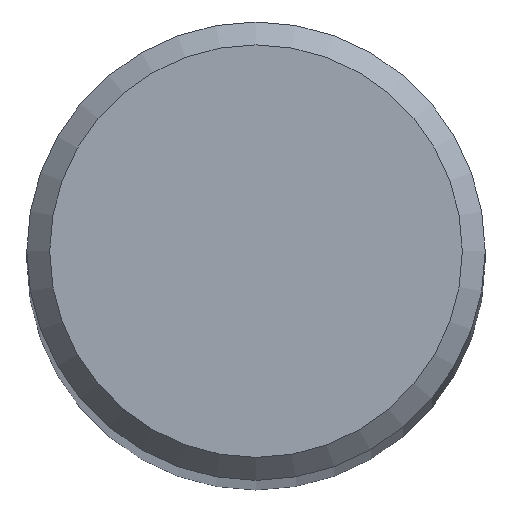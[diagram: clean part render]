
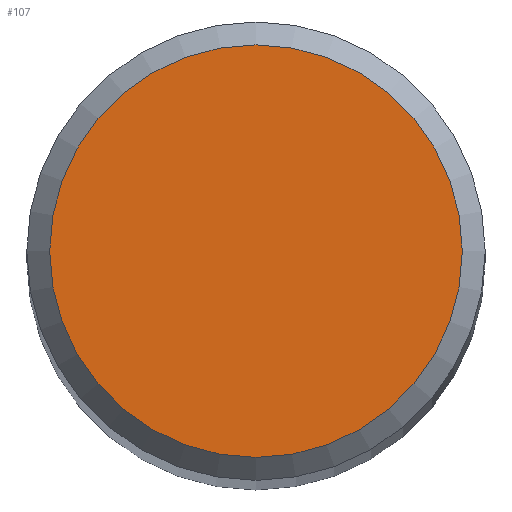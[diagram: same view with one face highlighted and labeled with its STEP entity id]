
A CAD part, top view. The second image highlights one B-rep face of the part: STEP entity #107.
In plain terms, the highlighted planar face has unit normal (0, 0, 1).
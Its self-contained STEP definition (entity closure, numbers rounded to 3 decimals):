
#31 = DIRECTION ( 'NONE',  ( 0., 0., -1. ) ) ;
#32 = FACE_OUTER_BOUND ( 'NONE', #103, .T. ) ;
#34 = CIRCLE ( 'NONE', #142, 1.8 ) ;
#42 = PLANE ( 'NONE',  #66 ) ;
#47 = VERTEX_POINT ( 'NONE', #122 ) ;
#57 = CARTESIAN_POINT ( 'NONE',  ( 0., 0., 60. ) ) ;
#66 = AXIS2_PLACEMENT_3D ( 'NONE', #199, #31, #77 ) ;
#73 = DIRECTION ( 'NONE',  ( 0., 1., 0. ) ) ;
#77 = DIRECTION ( 'NONE',  ( 0., 1., 0. ) ) ;
#103 = EDGE_LOOP ( 'NONE', ( #170 ) ) ;
#107 = ADVANCED_FACE ( 'NONE', ( #32 ), #42, .F. ) ;
#122 = CARTESIAN_POINT ( 'NONE',  ( 0., 1.8, 60. ) ) ;
#124 = EDGE_CURVE ( 'NONE', #47, #47, #34, .T. ) ;
#137 = DIRECTION ( 'NONE',  ( 0., 0., -1. ) ) ;
#142 = AXIS2_PLACEMENT_3D ( 'NONE', #57, #137, #73 ) ;
#170 = ORIENTED_EDGE ( 'NONE', *, *, #124, .F. ) ;
#199 = CARTESIAN_POINT ( 'NONE',  ( 0., 0., 60. ) ) ;
